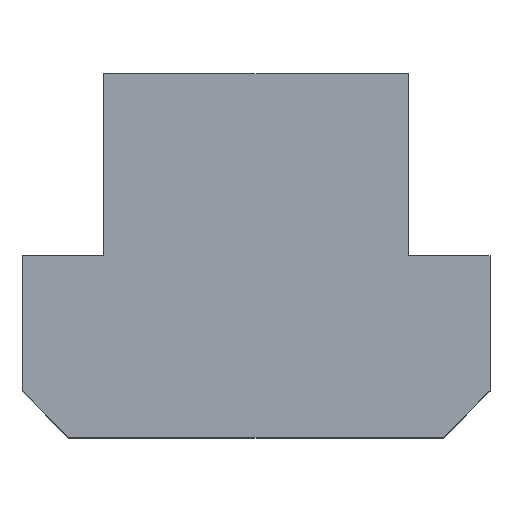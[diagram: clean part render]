
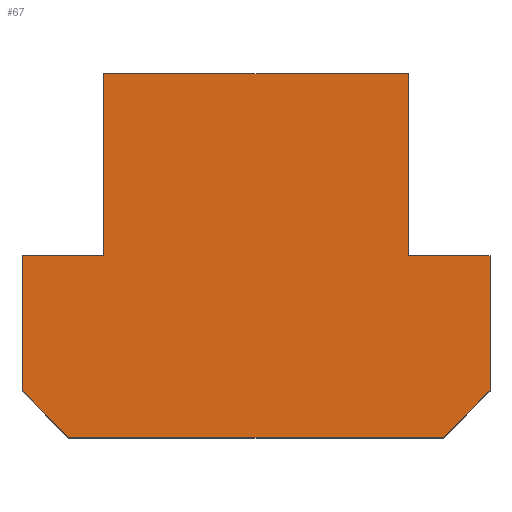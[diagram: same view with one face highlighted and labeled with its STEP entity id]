
A CAD part, top view. The second image highlights one B-rep face of the part: STEP entity #67.
In plain terms, the highlighted planar face has unit normal (0, 0, 1).
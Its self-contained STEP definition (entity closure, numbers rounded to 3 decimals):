
#67 = ADVANCED_FACE( '', ( #133 ), #134, .T. );
#133 = FACE_OUTER_BOUND( '', #190, .T. );
#134 = PLANE( '', #191 );
#190 = EDGE_LOOP( '', ( #308, #309, #310, #311, #312, #313, #314, #315, #316, #317 ) );
#191 = AXIS2_PLACEMENT_3D( '', #318, #319, #320 );
#308 = ORIENTED_EDGE( '', *, *, #348, .T. );
#309 = ORIENTED_EDGE( '', *, *, #342, .T. );
#310 = ORIENTED_EDGE( '', *, *, #338, .T. );
#311 = ORIENTED_EDGE( '', *, *, #356, .T. );
#312 = ORIENTED_EDGE( '', *, *, #327, .T. );
#313 = ORIENTED_EDGE( '', *, *, #362, .T. );
#314 = ORIENTED_EDGE( '', *, *, #359, .T. );
#315 = ORIENTED_EDGE( '', *, *, #368, .T. );
#316 = ORIENTED_EDGE( '', *, *, #365, .T. );
#317 = ORIENTED_EDGE( '', *, *, #332, .T. );
#318 = CARTESIAN_POINT( '', ( 0., 0., 9. ) );
#319 = DIRECTION( '', ( 0., 0., 1. ) );
#320 = DIRECTION( '', ( 1., 0., 0. ) );
#327 = EDGE_CURVE( '', #381, #379, #382, .T. );
#332 = EDGE_CURVE( '', #390, #388, #391, .T. );
#338 = EDGE_CURVE( '', #401, #399, #402, .T. );
#342 = EDGE_CURVE( '', #407, #401, #408, .T. );
#348 = EDGE_CURVE( '', #388, #407, #415, .T. );
#356 = EDGE_CURVE( '', #399, #381, #426, .T. );
#359 = EDGE_CURVE( '', #430, #428, #431, .T. );
#362 = EDGE_CURVE( '', #379, #430, #434, .T. );
#365 = EDGE_CURVE( '', #437, #390, #438, .T. );
#368 = EDGE_CURVE( '', #428, #437, #441, .T. );
#379 = VERTEX_POINT( '', #453 );
#381 = VERTEX_POINT( '', #456 );
#382 = LINE( '', #457, #458 );
#388 = VERTEX_POINT( '', #466 );
#390 = VERTEX_POINT( '', #469 );
#391 = LINE( '', #470, #471 );
#399 = VERTEX_POINT( '', #481 );
#401 = VERTEX_POINT( '', #484 );
#402 = LINE( '', #485, #486 );
#407 = VERTEX_POINT( '', #493 );
#408 = LINE( '', #494, #495 );
#415 = LINE( '', #504, #505 );
#426 = LINE( '', #521, #522 );
#428 = VERTEX_POINT( '', #524 );
#430 = VERTEX_POINT( '', #527 );
#431 = LINE( '', #528, #529 );
#434 = LINE( '', #533, #534 );
#437 = VERTEX_POINT( '', #537 );
#438 = LINE( '', #538, #539 );
#441 = LINE( '', #543, #544 );
#453 = CARTESIAN_POINT( '', ( 9., 7., 9. ) );
#456 = CARTESIAN_POINT( '', ( 9., 1.8, 9. ) );
#457 = CARTESIAN_POINT( '', ( 9., 1.8, 9. ) );
#458 = VECTOR( '', #554, 1000. );
#466 = CARTESIAN_POINT( '', ( -9., 7., 9. ) );
#469 = CARTESIAN_POINT( '', ( -5.85, 7., 9. ) );
#470 = CARTESIAN_POINT( '', ( -5.85, 7., 9. ) );
#471 = VECTOR( '', #558, 1000. );
#481 = CARTESIAN_POINT( '', ( 7.2, 0., 9. ) );
#484 = CARTESIAN_POINT( '', ( -7.2, 0., 9. ) );
#485 = CARTESIAN_POINT( '', ( -7.2, 0., 9. ) );
#486 = VECTOR( '', #565, 1000. );
#493 = CARTESIAN_POINT( '', ( -9., 1.8, 9. ) );
#494 = CARTESIAN_POINT( '', ( -9., 1.8, 9. ) );
#495 = VECTOR( '', #568, 1000. );
#504 = CARTESIAN_POINT( '', ( -9., 7., 9. ) );
#505 = VECTOR( '', #574, 1000. );
#521 = CARTESIAN_POINT( '', ( 7.2, 0., 9. ) );
#522 = VECTOR( '', #580, 1000. );
#524 = CARTESIAN_POINT( '', ( 5.85, 14., 9. ) );
#527 = CARTESIAN_POINT( '', ( 5.85, 7., 9. ) );
#528 = CARTESIAN_POINT( '', ( 5.85, 7., 9. ) );
#529 = VECTOR( '', #582, 1000. );
#533 = CARTESIAN_POINT( '', ( 9., 7., 9. ) );
#534 = VECTOR( '', #584, 1000. );
#537 = CARTESIAN_POINT( '', ( -5.85, 14., 9. ) );
#538 = CARTESIAN_POINT( '', ( -5.85, 14., 9. ) );
#539 = VECTOR( '', #585, 1000. );
#543 = CARTESIAN_POINT( '', ( 5.85, 14., 9. ) );
#544 = VECTOR( '', #587, 1000. );
#554 = DIRECTION( '', ( 0., 1., 0. ) );
#558 = DIRECTION( '', ( -1., 0., 0. ) );
#565 = DIRECTION( '', ( 1., 0., 0. ) );
#568 = DIRECTION( '', ( 0.707, -0.707, 0. ) );
#574 = DIRECTION( '', ( 0., -1., 0. ) );
#580 = DIRECTION( '', ( 0.707, 0.707, 0. ) );
#582 = DIRECTION( '', ( 0., 1., 0. ) );
#584 = DIRECTION( '', ( -1., 0., 0. ) );
#585 = DIRECTION( '', ( 0., -1., 0. ) );
#587 = DIRECTION( '', ( -1., 0., 0. ) );
